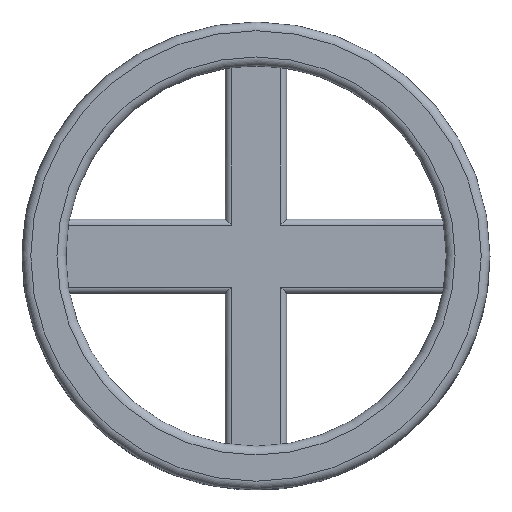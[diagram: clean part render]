
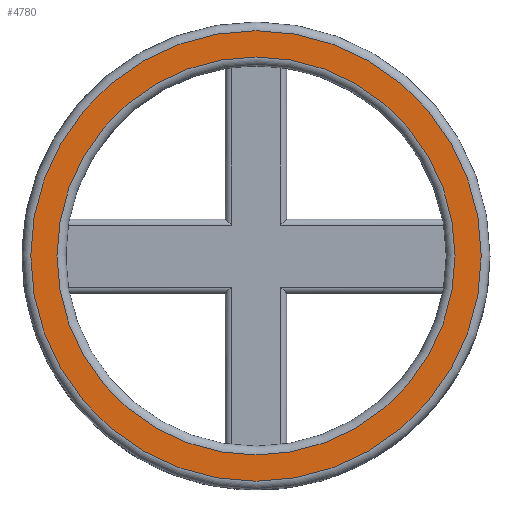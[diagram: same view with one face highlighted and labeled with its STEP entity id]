
A CAD part, top view. The second image highlights one B-rep face of the part: STEP entity #4780.
In plain terms, the highlighted planar face has unit normal (0, 0, 1).
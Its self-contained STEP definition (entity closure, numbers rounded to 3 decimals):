
#3401 = TOROIDAL_SURFACE('',#3402,25.75,1.);
#3402 = AXIS2_PLACEMENT_3D('',#3403,#3404,#3405);
#3403 = CARTESIAN_POINT('',(0.,0.,21.));
#3404 = DIRECTION('',(0.,0.,1.));
#3405 = DIRECTION('',(1.,0.,-0.));
#3613 = TOROIDAL_SURFACE('',#3614,22.75,1.);
#3614 = AXIS2_PLACEMENT_3D('',#3615,#3616,#3617);
#3615 = CARTESIAN_POINT('',(0.,0.,21.));
#3616 = DIRECTION('',(0.,0.,1.));
#3617 = DIRECTION('',(1.,0.,-0.));
#4666 = VERTEX_POINT('',#4667);
#4667 = CARTESIAN_POINT('',(25.75,0.,22.));
#4689 = EDGE_CURVE('',#4666,#4666,#4690,.T.);
#4690 = SURFACE_CURVE('',#4691,(#4696,#4703),.PCURVE_S1.);
#4691 = CIRCLE('',#4692,25.75);
#4692 = AXIS2_PLACEMENT_3D('',#4693,#4694,#4695);
#4693 = CARTESIAN_POINT('',(0.,0.,22.));
#4694 = DIRECTION('',(0.,0.,1.));
#4695 = DIRECTION('',(1.,0.,-0.));
#4696 = PCURVE('',#3401,#4697);
#4697 = DEFINITIONAL_REPRESENTATION('',(#4698),#4702);
#4698 = LINE('',#4699,#4700);
#4699 = CARTESIAN_POINT('',(0.,1.571));
#4700 = VECTOR('',#4701,1.);
#4701 = DIRECTION('',(1.,0.));
#4702 = ( GEOMETRIC_REPRESENTATION_CONTEXT(2) 
PARAMETRIC_REPRESENTATION_CONTEXT() REPRESENTATION_CONTEXT('2D SPACE',''
  ) );
#4703 = PCURVE('',#4704,#4709);
#4704 = PLANE('',#4705);
#4705 = AXIS2_PLACEMENT_3D('',#4706,#4707,#4708);
#4706 = CARTESIAN_POINT('',(0.,0.,22.)
  );
#4707 = DIRECTION('',(0.,0.,1.));
#4708 = DIRECTION('',(1.,0.,-0.));
#4709 = DEFINITIONAL_REPRESENTATION('',(#4710),#4714);
#4710 = CIRCLE('',#4711,25.75);
#4711 = AXIS2_PLACEMENT_2D('',#4712,#4713);
#4712 = CARTESIAN_POINT('',(0.,0.));
#4713 = DIRECTION('',(1.,0.));
#4714 = ( GEOMETRIC_REPRESENTATION_CONTEXT(2) 
PARAMETRIC_REPRESENTATION_CONTEXT() REPRESENTATION_CONTEXT('2D SPACE',''
  ) );
#4736 = VERTEX_POINT('',#4737);
#4737 = CARTESIAN_POINT('',(22.75,0.,22.));
#4757 = EDGE_CURVE('',#4736,#4736,#4758,.T.);
#4758 = SURFACE_CURVE('',#4759,(#4764,#4771),.PCURVE_S1.);
#4759 = CIRCLE('',#4760,22.75);
#4760 = AXIS2_PLACEMENT_3D('',#4761,#4762,#4763);
#4761 = CARTESIAN_POINT('',(0.,0.,22.));
#4762 = DIRECTION('',(0.,0.,1.));
#4763 = DIRECTION('',(1.,0.,-0.));
#4764 = PCURVE('',#3613,#4765);
#4765 = DEFINITIONAL_REPRESENTATION('',(#4766),#4770);
#4766 = LINE('',#4767,#4768);
#4767 = CARTESIAN_POINT('',(0.,1.571));
#4768 = VECTOR('',#4769,1.);
#4769 = DIRECTION('',(1.,0.));
#4770 = ( GEOMETRIC_REPRESENTATION_CONTEXT(2) 
PARAMETRIC_REPRESENTATION_CONTEXT() REPRESENTATION_CONTEXT('2D SPACE',''
  ) );
#4771 = PCURVE('',#4704,#4772);
#4772 = DEFINITIONAL_REPRESENTATION('',(#4773),#4777);
#4773 = CIRCLE('',#4774,22.75);
#4774 = AXIS2_PLACEMENT_2D('',#4775,#4776);
#4775 = CARTESIAN_POINT('',(0.,0.));
#4776 = DIRECTION('',(1.,0.));
#4777 = ( GEOMETRIC_REPRESENTATION_CONTEXT(2) 
PARAMETRIC_REPRESENTATION_CONTEXT() REPRESENTATION_CONTEXT('2D SPACE',''
  ) );
#4780 = ADVANCED_FACE('',(#4781,#4784),#4704,.T.);
#4781 = FACE_BOUND('',#4782,.T.);
#4782 = EDGE_LOOP('',(#4783));
#4783 = ORIENTED_EDGE('',*,*,#4689,.T.);
#4784 = FACE_BOUND('',#4785,.T.);
#4785 = EDGE_LOOP('',(#4786));
#4786 = ORIENTED_EDGE('',*,*,#4757,.F.);
